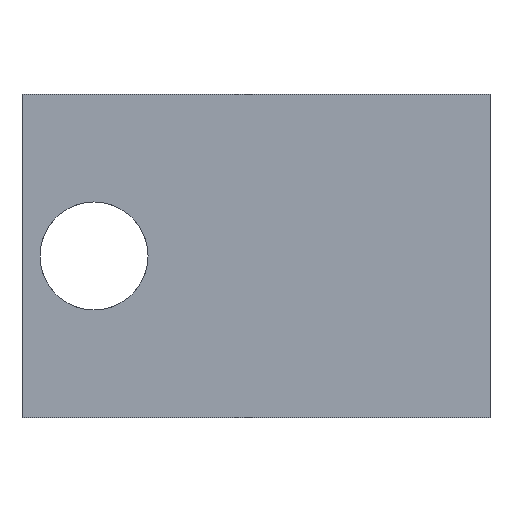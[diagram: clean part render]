
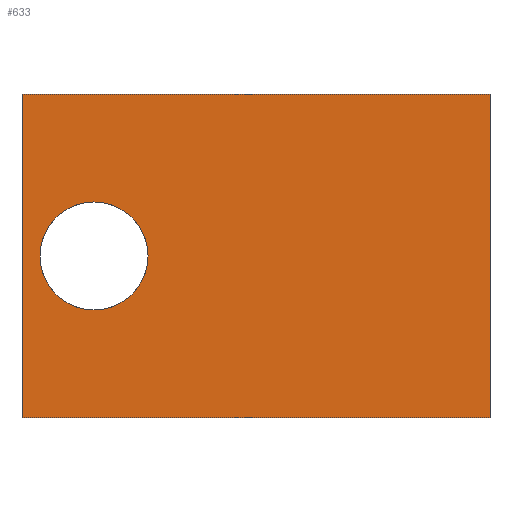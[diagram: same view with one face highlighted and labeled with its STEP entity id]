
A CAD part, front view. The second image highlights one B-rep face of the part: STEP entity #633.
In plain terms, the highlighted planar face has unit normal (0, -1, 0).
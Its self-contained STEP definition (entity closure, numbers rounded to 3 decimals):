
#147=CARTESIAN_POINT('POINT14',(0.,0.,9000.)
   );
#148=VERTEX_POINT('VERTEX14',#147);
#155=CARTESIAN_POINT('POINT15',(13000.,0.,9000.)
   );
#156=VERTEX_POINT('VERTEX15',#155);
#157=CARTESIAN_POINT('POS20',(6500.,0.,
   9000.));
#158=DIRECTION('DIR26',(-1.,0.,0.));
#159=VECTOR('VEC14',#158,25.4);
#160=LINE('STRAIGHT14',#157,#159);
#161=EDGE_CURVE('EDGE16',#156,#148,#160,.T.);
#219=CARTESIAN_POINT('POINT21',(0.,0.,0.));
#220=VERTEX_POINT('VERTEX21',#219);
#227=CARTESIAN_POINT('POS29',(0.,0.,0.));
#228=DIRECTION('DIR36',(0.,0.,1.));
#229=VECTOR('VEC22',#228,25.4);
#230=LINE('STRAIGHT22',#227,#229);
#231=EDGE_CURVE('EDGE24',#220,#148,#230,.T.);
#282=CARTESIAN_POINT('POINT27',(13000.,0.,0.));
#283=VERTEX_POINT('VERTEX27',#282);
#290=CARTESIAN_POINT('POS37',(6500.,0.,0.));
#291=DIRECTION('DIR45',(1.,0.,0.));
#292=VECTOR('VEC29',#291,25.4);
#293=LINE('STRAIGHT29',#290,#292);
#294=EDGE_CURVE('EDGE31',#220,#283,#293,.T.);
#433=CARTESIAN_POINT('POS55',(13000.,0.,0.));
#434=DIRECTION('DIR70',(0.,0.,1.));
#435=VECTOR('VEC40',#434,25.4);
#436=LINE('STRAIGHT40',#433,#435);
#437=EDGE_CURVE('EDGE44',#283,#156,#436,.T.);
#607=CARTESIAN_POINT('POINT43',(3500.,0.,4500.)
   );
#608=VERTEX_POINT('VERTEX43',#607);
#609=CARTESIAN_POINT('POINT44',(500.,
   0.,4500.));
#610=VERTEX_POINT('VERTEX44',#609);
#611=CARTESIAN_POINT('POS76',(2000.,0.,4500.));
#612=DIRECTION('DIR99',(0.,1.,0.));
#613=DIRECTION('DIR100',(1.,0.,0.));
#614=AXIS2_PLACEMENT_3D('AXIS24',#611,#612,#613);
#615=CIRCLE('ELLIPSE7',#614,1500.);
#616=EDGE_CURVE('EDGE59',#608,#610,#615,.T.);
#617=ORIENTED_EDGE('COEDGE91',*,*,#616,.T.);
#618=EDGE_CURVE('EDGE60',#610,#608,#615,.T.);
#619=ORIENTED_EDGE('COEDGE92',*,*,#618,.T.);
#620=EDGE_LOOP('NONE',(#617,#619));
#621=FACE_BOUND('LOOP1',#620,.T.);
#622=ORIENTED_EDGE('COEDGE93',*,*,#437,.T.);
#623=ORIENTED_EDGE('COEDGE94',*,*,#161,.T.);
#624=ORIENTED_EDGE('COEDGE95',*,*,#231,.F.);
#625=ORIENTED_EDGE('COEDGE96',*,*,#294,.T.);
#626=EDGE_LOOP('NONE',(#622,#623,#624,#625));
#627=FACE_BOUND('LOOP1',#626,.T.);
#628=CARTESIAN_POINT('POS77',(6500.,0.,0.));
#629=DIRECTION('DIR101',(0.,-1.,0.));
#630=DIRECTION('DIR102',(1.,0.,0.));
#631=AXIS2_PLACEMENT_3D('AXIS25',#628,#629,#630);
#632=PLANE('PLANE16',#631);
#633=ADVANCED_FACE('FACE18',(#621,#627),#632,.T.);
